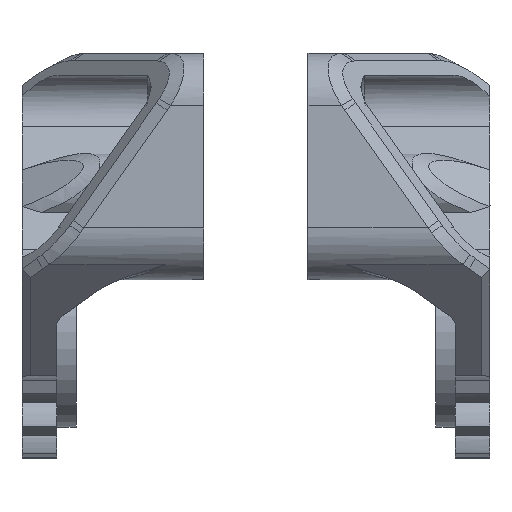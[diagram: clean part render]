
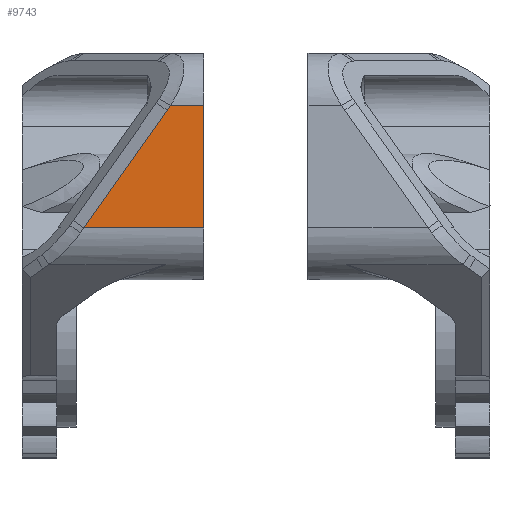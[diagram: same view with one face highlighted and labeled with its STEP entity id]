
A CAD part, left-side view. The second image highlights one B-rep face of the part: STEP entity #9743.
In plain terms, the highlighted face is planar.
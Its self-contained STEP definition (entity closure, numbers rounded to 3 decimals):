
#456=PLANE('',#10338);
#881=LINE('',#14161,#1745);
#897=LINE('',#14290,#1761);
#898=LINE('',#14294,#1762);
#899=LINE('',#14295,#1763);
#1745=VECTOR('',#11285,16.613);
#1761=VECTOR('',#11315,3.865);
#1762=VECTOR('',#11320,13.846);
#1763=VECTOR('',#11321,14.142);
#2559=FACE_OUTER_BOUND('',#3111,.T.);
#3111=EDGE_LOOP('',(#6850,#6851,#6852,#6853,#6854));
#3982=B_SPLINE_CURVE_WITH_KNOTS('',3,(#14181,#14182,#14183,#14184),
 .UNSPECIFIED.,.F.,.F.,(4,4),(-3.927,-3.837),
 .UNSPECIFIED.);
#4213=VERTEX_POINT('',#14066);
#4215=VERTEX_POINT('',#14158);
#4216=VERTEX_POINT('',#14160);
#4229=VERTEX_POINT('',#14289);
#4230=VERTEX_POINT('',#14293);
#5237=EDGE_CURVE('',#4215,#4216,#881,.T.);
#5240=EDGE_CURVE('',#4216,#4213,#3982,.T.);
#5261=EDGE_CURVE('',#4229,#4213,#897,.T.);
#5263=EDGE_CURVE('',#4215,#4230,#898,.T.);
#5264=EDGE_CURVE('',#4229,#4230,#899,.T.);
#6850=ORIENTED_EDGE('',*,*,#5240,.F.);
#6851=ORIENTED_EDGE('',*,*,#5237,.F.);
#6852=ORIENTED_EDGE('',*,*,#5263,.T.);
#6853=ORIENTED_EDGE('',*,*,#5264,.F.);
#6854=ORIENTED_EDGE('',*,*,#5261,.T.);
#9743=ADVANCED_FACE('',(#2559),#456,.T.);
#10338=AXIS2_PLACEMENT_3D('',#14292,#11318,#11319);
#11285=DIRECTION('',(0.577,0.,0.816));
#11315=DIRECTION('',(-1.,0.,0.));
#11318=DIRECTION('center_axis',(0.,-1.,0.));
#11319=DIRECTION('ref_axis',(0.,0.,
1.));
#11320=DIRECTION('',(1.,0.,0.));
#11321=DIRECTION('',(0.,0.,-1.));
#14066=CARTESIAN_POINT('',(-7.615,-45.313,515.488));
#14158=CARTESIAN_POINT('',(-17.596,-45.313,501.346));
#14160=CARTESIAN_POINT('',(-8.005,-45.313,514.911));
#14161=CARTESIAN_POINT('',(-22.624,-45.313,494.235));
#14181=CARTESIAN_POINT('Ctrl Pts',(-8.005,-45.313,
514.911));
#14182=CARTESIAN_POINT('Ctrl Pts',(-7.869,-45.313,
515.102));
#14183=CARTESIAN_POINT('Ctrl Pts',(-7.739,-45.313,
515.294));
#14184=CARTESIAN_POINT('Ctrl Pts',(-7.615,-45.313,
515.488));
#14289=CARTESIAN_POINT('',(-3.75,-45.313,515.488));
#14290=CARTESIAN_POINT('',(-3.75,-45.313,515.488));
#14292=CARTESIAN_POINT('Origin',(-3.75,-45.313,501.346));
#14293=CARTESIAN_POINT('',(-3.75,-45.313,501.346));
#14294=CARTESIAN_POINT('',(-18.,-45.313,501.346));
#14295=CARTESIAN_POINT('',(-3.75,-45.313,515.488));
